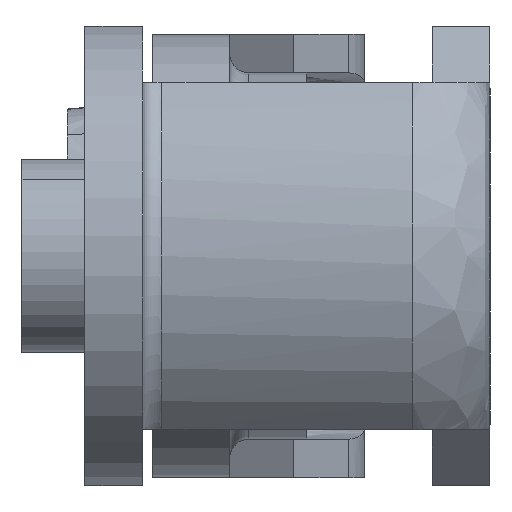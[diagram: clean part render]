
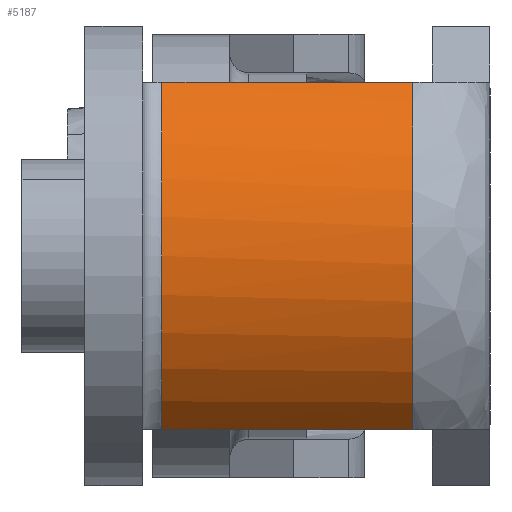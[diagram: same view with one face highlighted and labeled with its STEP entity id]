
A CAD part, left-side view. The second image highlights one B-rep face of the part: STEP entity #5187.
In plain terms, the highlighted cylindrical face has radius 12 mm (diameter 24 mm), a partial arc.
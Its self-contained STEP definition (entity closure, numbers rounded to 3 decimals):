
#107 = CARTESIAN_POINT ( 'NONE',  ( -69.157, 4., -6.446 ) ) ;
#409 = CARTESIAN_POINT ( 'NONE',  ( -59., 17., 0. ) ) ;
#780 = CARTESIAN_POINT ( 'NONE',  ( -69.588, 4., -5.71 ) ) ;
#818 = CARTESIAN_POINT ( 'NONE',  ( -70.286, 4., 4.164 ) ) ;
#1145 = DIRECTION ( 'NONE',  ( 0., -1., 0. ) ) ;
#1260 = EDGE_CURVE ( 'NONE', #1527, #1436, #6077, .T. ) ;
#1436 = VERTEX_POINT ( 'NONE', #4054 ) ;
#1527 = VERTEX_POINT ( 'NONE', #2910 ) ;
#2051 = CARTESIAN_POINT ( 'NONE',  ( -67.573, 4., -8.439 ) ) ;
#2308 = ORIENTED_EDGE ( 'NONE', *, *, #5384, .T. ) ;
#2626 = CYLINDRICAL_SURFACE ( 'NONE', #6342, 12. ) ;
#2638 = VECTOR ( 'NONE', #5372, 1000. ) ;
#2684 = CARTESIAN_POINT ( 'NONE',  ( -70.91, 4., 1.696 ) ) ;
#2713 = B_SPLINE_CURVE_WITH_KNOTS ( 'NONE', 3,
 ( #6424, #2051, #3352, #107, #780, #5251, #4591, #7178, #4008, #7707, #2684, #7792, #818, #5843, #5215, #2771, #4642, #5309 ),
 .UNSPECIFIED., .F., .F.,
 ( 4, 2, 2, 2, 2, 2, 2, 2, 4 ),
 ( 0., 0.125, 0.25, 0.375, 0.5, 0.625, 0.75, 0.875, 1. ),
 .UNSPECIFIED. ) ;
#2771 = CARTESIAN_POINT ( 'NONE',  ( -68.15, 4., 7.81 ) ) ;
#2910 = CARTESIAN_POINT ( 'NONE',  ( -66.937, 17., -9. ) ) ;
#3114 = EDGE_CURVE ( 'NONE', #1436, #8105, #2713, .T. ) ;
#3287 = DIRECTION ( 'NONE',  ( 0., -1., 0. ) ) ;
#3352 = CARTESIAN_POINT ( 'NONE',  ( -68.15, 4., -7.81 ) ) ;
#4008 = CARTESIAN_POINT ( 'NONE',  ( -71., 4., -0.848 ) ) ;
#4054 = CARTESIAN_POINT ( 'NONE',  ( -66.937, 4., -9. ) ) ;
#4124 = VERTEX_POINT ( 'NONE', #5097 ) ;
#4167 = CARTESIAN_POINT ( 'NONE',  ( -66.937, 21., -9. ) ) ;
#4276 = AXIS2_PLACEMENT_3D ( 'NONE', #409, #1145, #6717 ) ;
#4591 = CARTESIAN_POINT ( 'NONE',  ( -70.553, 4., -3.354 ) ) ;
#4642 = CARTESIAN_POINT ( 'NONE',  ( -67.573, 4., 8.439 ) ) ;
#4979 = CARTESIAN_POINT ( 'NONE',  ( -66.937, 21., 9. ) ) ;
#5036 = CARTESIAN_POINT ( 'NONE',  ( -59., 21., 0. ) ) ;
#5097 = CARTESIAN_POINT ( 'NONE',  ( -66.937, 17., 9. ) ) ;
#5159 = DIRECTION ( 'NONE',  ( 0., 0., -1. ) ) ;
#5187 = ADVANCED_FACE ( 'NONE', ( #8192 ), #2626, .T. ) ;
#5193 = ORIENTED_EDGE ( 'NONE', *, *, #7148, .T. ) ;
#5215 = CARTESIAN_POINT ( 'NONE',  ( -69.157, 4., 6.446 ) ) ;
#5251 = CARTESIAN_POINT ( 'NONE',  ( -70.286, 4., -4.164 ) ) ;
#5309 = CARTESIAN_POINT ( 'NONE',  ( -66.937, 4., 9. ) ) ;
#5372 = DIRECTION ( 'NONE',  ( 0., -1., 0. ) ) ;
#5384 = EDGE_CURVE ( 'NONE', #8105, #4124, #6150, .T. ) ;
#5827 = EDGE_LOOP ( 'NONE', ( #8213, #7703, #2308, #5193 ) ) ;
#5843 = CARTESIAN_POINT ( 'NONE',  ( -69.588, 4., 5.71 ) ) ;
#6077 = LINE ( 'NONE', #4167, #2638 ) ;
#6150 = LINE ( 'NONE', #4979, #8055 ) ;
#6342 = AXIS2_PLACEMENT_3D ( 'NONE', #5036, #3287, #5159 ) ;
#6424 = CARTESIAN_POINT ( 'NONE',  ( -66.937, 4., -9. ) ) ;
#6717 = DIRECTION ( 'NONE',  ( 0., 0., 1. ) ) ;
#7068 = CIRCLE ( 'NONE', #4276, 12. ) ;
#7148 = EDGE_CURVE ( 'NONE', #4124, #1527, #7068, .T. ) ;
#7178 = CARTESIAN_POINT ( 'NONE',  ( -70.91, 4., -1.696 ) ) ;
#7435 = DIRECTION ( 'NONE',  ( 0., 1., 0. ) ) ;
#7703 = ORIENTED_EDGE ( 'NONE', *, *, #3114, .T. ) ;
#7707 = CARTESIAN_POINT ( 'NONE',  ( -71., 4., 0.848 ) ) ;
#7792 = CARTESIAN_POINT ( 'NONE',  ( -70.553, 4., 3.354 ) ) ;
#7919 = CARTESIAN_POINT ( 'NONE',  ( -66.937, 4., 9. ) ) ;
#8055 = VECTOR ( 'NONE', #7435, 1000. ) ;
#8105 = VERTEX_POINT ( 'NONE', #7919 ) ;
#8192 = FACE_OUTER_BOUND ( 'NONE', #5827, .T. ) ;
#8213 = ORIENTED_EDGE ( 'NONE', *, *, #1260, .T. ) ;
